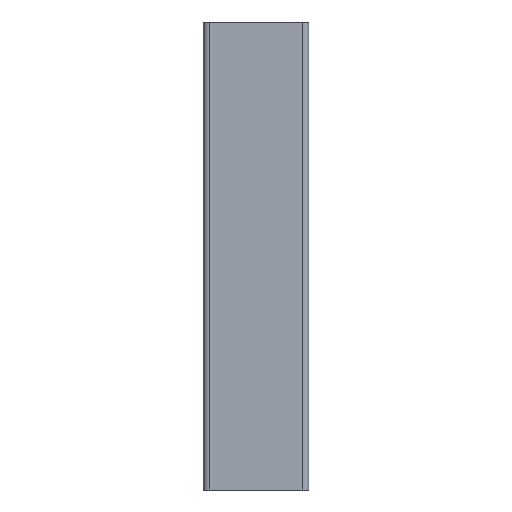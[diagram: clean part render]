
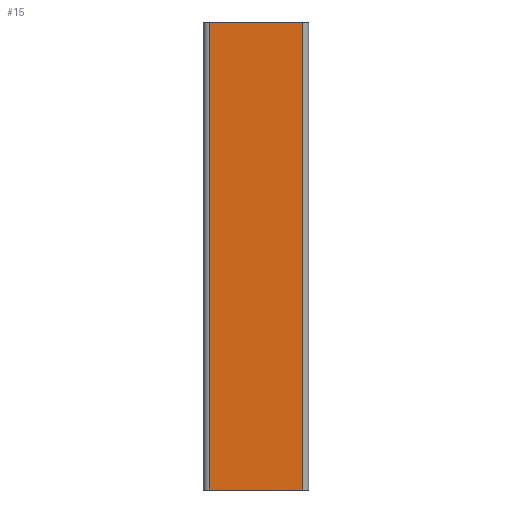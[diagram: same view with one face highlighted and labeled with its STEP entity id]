
A CAD part, left-side view. The second image highlights one B-rep face of the part: STEP entity #15.
In plain terms, the highlighted planar face has unit normal (-1, 0, 0).
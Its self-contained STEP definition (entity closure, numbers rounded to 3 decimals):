
#8 = VERTEX_POINT ( 'NONE', #55 ) ;
#15 = ADVANCED_FACE ( 'NONE', ( #1968 ), #423, .F. ) ;
#36 = DIRECTION ( 'NONE',  ( 0., -1., 0. ) ) ;
#47 = CARTESIAN_POINT ( 'NONE',  ( -9.5, 20., 200. ) ) ;
#55 = CARTESIAN_POINT ( 'NONE',  ( -9.5, 20., 0. ) ) ;
#146 = CARTESIAN_POINT ( 'NONE',  ( -9.5, -20., 200. ) ) ;
#258 = VERTEX_POINT ( 'NONE', #2094 ) ;
#411 = CARTESIAN_POINT ( 'NONE',  ( -9.5, 20., 200. ) ) ;
#423 = PLANE ( 'NONE',  #1376 ) ;
#452 = DIRECTION ( 'NONE',  ( 1., 0., 0. ) ) ;
#479 = DIRECTION ( 'NONE',  ( 0., 0., -1. ) ) ;
#488 = CARTESIAN_POINT ( 'NONE',  ( -9.5, -20., 200. ) ) ;
#521 = VERTEX_POINT ( 'NONE', #146 ) ;
#528 = DIRECTION ( 'NONE',  ( 0., 0., -1. ) ) ;
#730 = CARTESIAN_POINT ( 'NONE',  ( -9.5, 20., 200. ) ) ;
#827 = VECTOR ( 'NONE', #36, 1000. ) ;
#834 = LINE ( 'NONE', #47, #827 ) ;
#900 = VECTOR ( 'NONE', #1831, 1000. ) ;
#907 = LINE ( 'NONE', #488, #900 ) ;
#912 = LINE ( 'NONE', #730, #928 ) ;
#928 = VECTOR ( 'NONE', #479, 1000. ) ;
#1025 = VECTOR ( 'NONE', #1840, 1000. ) ;
#1035 = LINE ( 'NONE', #2026, #1025 ) ;
#1182 = EDGE_LOOP ( 'NONE', ( #1732, #1761, #1670, #1708 ) ) ;
#1376 = AXIS2_PLACEMENT_3D ( 'NONE', #411, #452, #528 ) ;
#1670 = ORIENTED_EDGE ( 'NONE', *, *, #2377, .F. ) ;
#1708 = ORIENTED_EDGE ( 'NONE', *, *, #2311, .T. ) ;
#1732 = ORIENTED_EDGE ( 'NONE', *, *, #2150, .T. ) ;
#1761 = ORIENTED_EDGE ( 'NONE', *, *, #2315, .F. ) ;
#1831 = DIRECTION ( 'NONE',  ( 0., 0., -1. ) ) ;
#1840 = DIRECTION ( 'NONE',  ( 0., -1., 0. ) ) ;
#1968 = FACE_OUTER_BOUND ( 'NONE', #1182, .T. ) ;
#2026 = CARTESIAN_POINT ( 'NONE',  ( -9.5, 20., 0. ) ) ;
#2094 = CARTESIAN_POINT ( 'NONE',  ( -9.5, 20., 200. ) ) ;
#2150 = EDGE_CURVE ( 'NONE', #8, #2414, #1035, .T. ) ;
#2202 = CARTESIAN_POINT ( 'NONE',  ( -9.5, -20., 0. ) ) ;
#2311 = EDGE_CURVE ( 'NONE', #258, #8, #912, .T. ) ;
#2315 = EDGE_CURVE ( 'NONE', #521, #2414, #907, .T. ) ;
#2377 = EDGE_CURVE ( 'NONE', #258, #521, #834, .T. ) ;
#2414 = VERTEX_POINT ( 'NONE', #2202 ) ;
